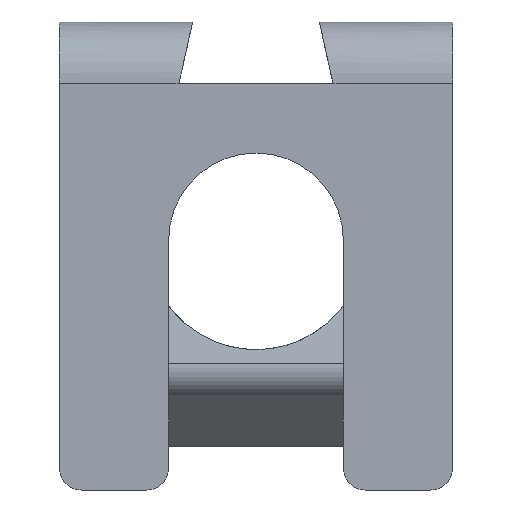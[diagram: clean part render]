
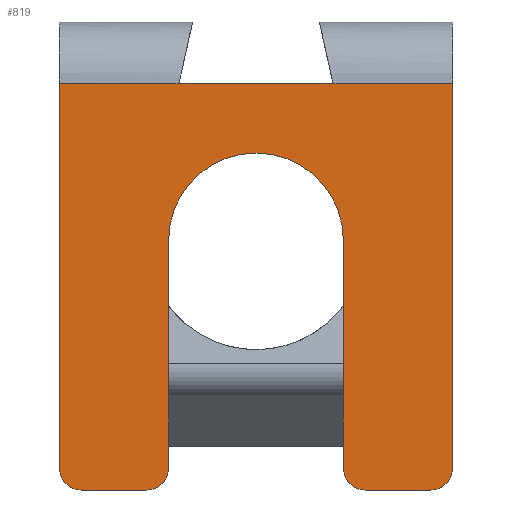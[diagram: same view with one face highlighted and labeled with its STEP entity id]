
A CAD part, front view. The second image highlights one B-rep face of the part: STEP entity #819.
In plain terms, the highlighted planar face has unit normal (0, -1, 0).
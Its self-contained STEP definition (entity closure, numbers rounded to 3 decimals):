
#1 = CARTESIAN_POINT ( 'NONE',  ( 0., 0., 5.715 ) ) ;
#2 = DIRECTION ( 'NONE',  ( 0., 0., 1. ) ) ;
#3 = LINE ( 'NONE', #946, #855 ) ;
#10 = VERTEX_POINT ( 'NONE', #534 ) ;
#28 = VERTEX_POINT ( 'NONE', #500 ) ;
#34 = DIRECTION ( 'NONE',  ( 0., 0., 1. ) ) ;
#47 = EDGE_CURVE ( 'NONE', #438, #132, #933, .T. ) ;
#55 = CARTESIAN_POINT ( 'NONE',  ( -4.5, 0., 0.5 ) ) ;
#60 = VECTOR ( 'NONE', #411, 1000. ) ;
#65 = CARTESIAN_POINT ( 'NONE',  ( -1.763, 0., 9.315 ) ) ;
#78 = DIRECTION ( 'NONE',  ( -1., 0., 0. ) ) ;
#80 = DIRECTION ( 'NONE',  ( 0., 0., 1. ) ) ;
#86 = DIRECTION ( 'NONE',  ( -1., 0., 0. ) ) ;
#88 = VECTOR ( 'NONE', #78, 1000. ) ;
#94 = EDGE_CURVE ( 'NONE', #599, #346, #169, .T. ) ;
#102 = AXIS2_PLACEMENT_3D ( 'NONE', #531, #352, #34 ) ;
#103 = AXIS2_PLACEMENT_3D ( 'NONE', #1, #902, #105 ) ;
#105 = DIRECTION ( 'NONE',  ( 0., 0., 1. ) ) ;
#111 = VERTEX_POINT ( 'NONE', #65 ) ;
#123 = ORIENTED_EDGE ( 'NONE', *, *, #94, .T. ) ;
#132 = VERTEX_POINT ( 'NONE', #557 ) ;
#145 = LINE ( 'NONE', #870, #88 ) ;
#162 = LINE ( 'NONE', #721, #873 ) ;
#169 = LINE ( 'NONE', #793, #60 ) ;
#171 = EDGE_CURVE ( 'NONE', #770, #774, #394, .T. ) ;
#180 = ORIENTED_EDGE ( 'NONE', *, *, #745, .T. ) ;
#190 = ORIENTED_EDGE ( 'NONE', *, *, #448, .T. ) ;
#207 = DIRECTION ( 'NONE',  ( 0., 0., 1. ) ) ;
#226 = EDGE_CURVE ( 'NONE', #599, #445, #968, .T. ) ;
#239 = DIRECTION ( 'NONE',  ( 0., 0., -1. ) ) ;
#247 = DIRECTION ( 'NONE',  ( 0., 0., -1. ) ) ;
#250 = LINE ( 'NONE', #505, #423 ) ;
#260 = EDGE_CURVE ( 'NONE', #28, #770, #809, .T. ) ;
#281 = VECTOR ( 'NONE', #974, 1000. ) ;
#319 = ORIENTED_EDGE ( 'NONE', *, *, #512, .F. ) ;
#346 = VERTEX_POINT ( 'NONE', #616 ) ;
#352 = DIRECTION ( 'NONE',  ( 0., -1., 0. ) ) ;
#364 = DIRECTION ( 'NONE',  ( 0., 0., 1. ) ) ;
#373 = CARTESIAN_POINT ( 'NONE',  ( 4., 0., 0. ) ) ;
#375 = VERTEX_POINT ( 'NONE', #373 ) ;
#393 = CARTESIAN_POINT ( 'NONE',  ( 2.5, 0., 0. ) ) ;
#394 = LINE ( 'NONE', #1043, #281 ) ;
#409 = AXIS2_PLACEMENT_3D ( 'NONE', #685, #920, #207 ) ;
#411 = DIRECTION ( 'NONE',  ( -1., 0., 0. ) ) ;
#423 = VECTOR ( 'NONE', #86, 1000. ) ;
#432 = EDGE_LOOP ( 'NONE', ( #319, #520, #574, #123, #1044, #940, #995, #749, #439, #516, #538, #923, #190, #180 ) ) ;
#438 = VERTEX_POINT ( 'NONE', #55 ) ;
#439 = ORIENTED_EDGE ( 'NONE', *, *, #503, .F. ) ;
#445 = VERTEX_POINT ( 'NONE', #701 ) ;
#448 = EDGE_CURVE ( 'NONE', #985, #10, #162, .T. ) ;
#485 = FACE_OUTER_BOUND ( 'NONE', #432, .T. ) ;
#497 = CIRCLE ( 'NONE', #525, 0.5 ) ;
#500 = CARTESIAN_POINT ( 'NONE',  ( -2.5, 0., 0. ) ) ;
#503 = EDGE_CURVE ( 'NONE', #28, #132, #145, .T. ) ;
#505 = CARTESIAN_POINT ( 'NONE',  ( 4.5, 0., 9.315 ) ) ;
#512 = EDGE_CURVE ( 'NONE', #375, #962, #1045, .T. ) ;
#516 = ORIENTED_EDGE ( 'NONE', *, *, #260, .T. ) ;
#520 = ORIENTED_EDGE ( 'NONE', *, *, #753, .T. ) ;
#525 = AXIS2_PLACEMENT_3D ( 'NONE', #600, #1004, #364 ) ;
#531 = CARTESIAN_POINT ( 'NONE',  ( -2.5, 0., 0.5 ) ) ;
#534 = CARTESIAN_POINT ( 'NONE',  ( 2., 0., 0.5 ) ) ;
#538 = ORIENTED_EDGE ( 'NONE', *, *, #171, .T. ) ;
#557 = CARTESIAN_POINT ( 'NONE',  ( -4., 0., 0. ) ) ;
#570 = DIRECTION ( 'NONE',  ( -1., 0., 0. ) ) ;
#573 = DIRECTION ( 'NONE',  ( -1., 0., 0. ) ) ;
#574 = ORIENTED_EDGE ( 'NONE', *, *, #226, .F. ) ;
#593 = VECTOR ( 'NONE', #239, 1000. ) ;
#596 = CARTESIAN_POINT ( 'NONE',  ( -2., 0., 5.715 ) ) ;
#599 = VERTEX_POINT ( 'NONE', #911 ) ;
#600 = CARTESIAN_POINT ( 'NONE',  ( 2.5, 0., 0.5 ) ) ;
#602 = EDGE_CURVE ( 'NONE', #774, #985, #727, .T. ) ;
#616 = CARTESIAN_POINT ( 'NONE',  ( 1.763, 0., 9.315 ) ) ;
#631 = DIRECTION ( 'NONE',  ( 0., -1., 0. ) ) ;
#637 = DIRECTION ( 'NONE',  ( 0., 1., 0. ) ) ;
#641 = EDGE_CURVE ( 'NONE', #111, #878, #250, .T. ) ;
#645 = DIRECTION ( 'NONE',  ( 0., 0., -1. ) ) ;
#685 = CARTESIAN_POINT ( 'NONE',  ( 4., 0., 0.5 ) ) ;
#688 = CIRCLE ( 'NONE', #409, 0.5 ) ;
#701 = CARTESIAN_POINT ( 'NONE',  ( 4.5, 0., 0.5 ) ) ;
#706 = LINE ( 'NONE', #887, #593 ) ;
#721 = CARTESIAN_POINT ( 'NONE',  ( 2., 0., 0. ) ) ;
#727 = CIRCLE ( 'NONE', #103, 2. ) ;
#740 = AXIS2_PLACEMENT_3D ( 'NONE', #1050, #631, #2 ) ;
#745 = EDGE_CURVE ( 'NONE', #10, #962, #497, .T. ) ;
#749 = ORIENTED_EDGE ( 'NONE', *, *, #47, .T. ) ;
#753 = EDGE_CURVE ( 'NONE', #375, #445, #688, .T. ) ;
#757 = CARTESIAN_POINT ( 'NONE',  ( -2., 0., 0.5 ) ) ;
#770 = VERTEX_POINT ( 'NONE', #757 ) ;
#774 = VERTEX_POINT ( 'NONE', #596 ) ;
#793 = CARTESIAN_POINT ( 'NONE',  ( 4.5, 0., 9.315 ) ) ;
#799 = PLANE ( 'NONE',  #994 ) ;
#809 = CIRCLE ( 'NONE', #102, 0.5 ) ;
#819 = ADVANCED_FACE ( 'NONE', ( #485 ), #799, .F. ) ;
#855 = VECTOR ( 'NONE', #573, 1000. ) ;
#860 = CARTESIAN_POINT ( 'NONE',  ( -4.5, 0., 9.315 ) ) ;
#868 = CARTESIAN_POINT ( 'NONE',  ( 4.5, 0., 0. ) ) ;
#870 = CARTESIAN_POINT ( 'NONE',  ( 4.5, 0., 0. ) ) ;
#873 = VECTOR ( 'NONE', #645, 1000. ) ;
#878 = VERTEX_POINT ( 'NONE', #860 ) ;
#887 = CARTESIAN_POINT ( 'NONE',  ( -4.5, 0., 0. ) ) ;
#902 = DIRECTION ( 'NONE',  ( 0., 1., 0. ) ) ;
#911 = CARTESIAN_POINT ( 'NONE',  ( 4.5, 0., 9.315 ) ) ;
#920 = DIRECTION ( 'NONE',  ( 0., -1., 0. ) ) ;
#923 = ORIENTED_EDGE ( 'NONE', *, *, #602, .T. ) ;
#933 = CIRCLE ( 'NONE', #740, 0.5 ) ;
#940 = ORIENTED_EDGE ( 'NONE', *, *, #641, .T. ) ;
#946 = CARTESIAN_POINT ( 'NONE',  ( 1.763, 0., 9.315 ) ) ;
#948 = EDGE_CURVE ( 'NONE', #878, #438, #706, .T. ) ;
#962 = VERTEX_POINT ( 'NONE', #393 ) ;
#963 = CARTESIAN_POINT ( 'NONE',  ( 4.5, 0., 0. ) ) ;
#968 = LINE ( 'NONE', #868, #1046 ) ;
#973 = CARTESIAN_POINT ( 'NONE',  ( 2., 0., 5.715 ) ) ;
#974 = DIRECTION ( 'NONE',  ( 0., 0., 1. ) ) ;
#985 = VERTEX_POINT ( 'NONE', #973 ) ;
#986 = EDGE_CURVE ( 'NONE', #346, #111, #3, .T. ) ;
#994 = AXIS2_PLACEMENT_3D ( 'NONE', #1048, #637, #80 ) ;
#995 = ORIENTED_EDGE ( 'NONE', *, *, #948, .T. ) ;
#1004 = DIRECTION ( 'NONE',  ( 0., -1., 0. ) ) ;
#1008 = VECTOR ( 'NONE', #570, 1000. ) ;
#1043 = CARTESIAN_POINT ( 'NONE',  ( -2., 0., 0. ) ) ;
#1044 = ORIENTED_EDGE ( 'NONE', *, *, #986, .T. ) ;
#1045 = LINE ( 'NONE', #963, #1008 ) ;
#1046 = VECTOR ( 'NONE', #247, 1000. ) ;
#1048 = CARTESIAN_POINT ( 'NONE',  ( 4.5, 0., 0. ) ) ;
#1050 = CARTESIAN_POINT ( 'NONE',  ( -4., 0., 0.5 ) ) ;
